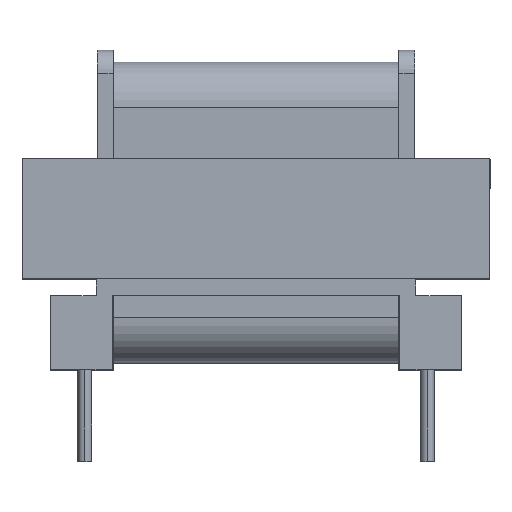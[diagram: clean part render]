
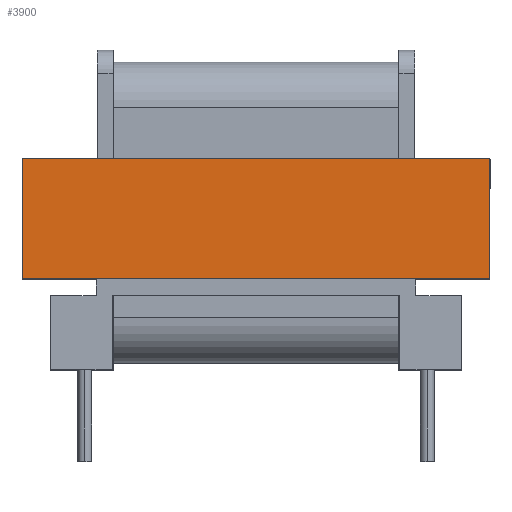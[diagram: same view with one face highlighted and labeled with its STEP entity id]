
A CAD part, top view. The second image highlights one B-rep face of the part: STEP entity #3900.
In plain terms, the highlighted planar face has unit normal (0, 0, 1).
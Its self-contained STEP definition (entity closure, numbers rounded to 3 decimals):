
#30 = ORIENTED_EDGE ( 'NONE', *, *, #1530, .T. ) ;
#48 = DIRECTION ( 'NONE',  ( 1., 0., 0. ) ) ;
#148 = VECTOR ( 'NONE', #3467, 1000. ) ;
#208 = VECTOR ( 'NONE', #48, 1000. ) ;
#231 = EDGE_CURVE ( 'Edge25', #3415, #2914, #1902, .T. ) ;
#495 = CARTESIAN_POINT ( 'NONE',  ( 28.16, 10.579, -2.45 ) ) ;
#567 = CARTESIAN_POINT ( 'NONE',  ( 28.16, 15.839, -2.45 ) ) ;
#633 = DIRECTION ( 'NONE',  ( -1., 0., 0. ) ) ;
#726 = CARTESIAN_POINT ( 'NONE',  ( 7.66, 10.579, -2.45 ) ) ;
#1324 = CARTESIAN_POINT ( 'NONE',  ( 7.66, 10.579, -2.45 ) ) ;
#1416 = VERTEX_POINT ( 'NONE', #2845 ) ;
#1482 = EDGE_CURVE ( 'NONE', #1416, #2049, #1836, .T. ) ;
#1515 = CARTESIAN_POINT ( 'NONE',  ( 7.66, 15.839, -2.45 ) ) ;
#1530 = EDGE_CURVE ( 'NONE', #2049, #2914, #2932, .T. ) ;
#1733 = EDGE_CURVE ( 'NONE', #1416, #3415, #3763, .T. ) ;
#1829 = CARTESIAN_POINT ( 'NONE',  ( 7.66, 15.839, -2.45 ) ) ;
#1836 = LINE ( 'NONE', #1515, #3038 ) ;
#1881 = AXIS2_PLACEMENT_3D ( 'NONE', #3236, #2939, #633 ) ;
#1897 = DIRECTION ( 'NONE',  ( 0., -1., 0. ) ) ;
#1902 = LINE ( 'NONE', #2548, #148 ) ;
#1908 = FACE_OUTER_BOUND ( 'NONE', #2896, .T. ) ;
#1921 = ORIENTED_EDGE ( 'NONE', *, *, #1733, .F. ) ;
#1952 = VECTOR ( 'NONE', #3843, 1000. ) ;
#2049 = VERTEX_POINT ( 'NONE', #1324 ) ;
#2338 = ORIENTED_EDGE ( 'NONE', *, *, #1482, .T. ) ;
#2548 = CARTESIAN_POINT ( 'NONE',  ( 28.16, 15.839, -2.45 ) ) ;
#2845 = CARTESIAN_POINT ( 'NONE',  ( 7.66, 15.839, -2.45 ) ) ;
#2896 = EDGE_LOOP ( 'NONE', ( #2338, #30, #3775, #1921 ) ) ;
#2914 = VERTEX_POINT ( 'NONE', #495 ) ;
#2932 = LINE ( 'NONE', #726, #208 ) ;
#2939 = DIRECTION ( 'NONE',  ( 0., 0., -1. ) ) ;
#3038 = VECTOR ( 'NONE', #1897, 1000. ) ;
#3195 = PLANE ( 'NONE',  #1881 ) ;
#3236 = CARTESIAN_POINT ( 'NONE',  ( 7.66, 15.839, -2.45 ) ) ;
#3415 = VERTEX_POINT ( 'NONE', #567 ) ;
#3467 = DIRECTION ( 'NONE',  ( 0., -1., 0. ) ) ;
#3763 = LINE ( 'NONE', #1829, #1952 ) ;
#3775 = ORIENTED_EDGE ( 'NONE', *, *, #231, .F. ) ;
#3843 = DIRECTION ( 'NONE',  ( 1., 0., 0. ) ) ;
#3900 = ADVANCED_FACE ( 'Face4', ( #1908 ), #3195, .F. ) ;
